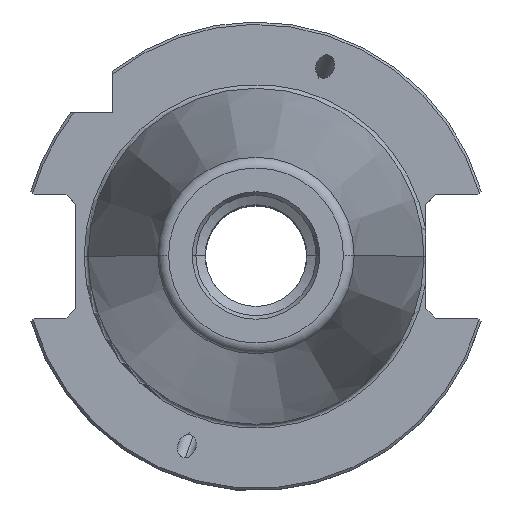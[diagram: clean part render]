
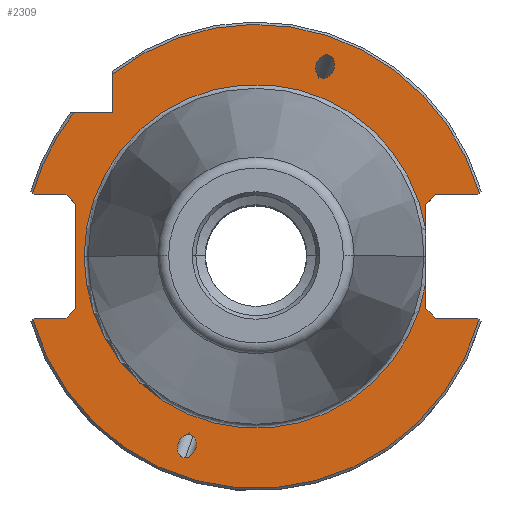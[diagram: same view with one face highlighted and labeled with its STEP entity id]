
A CAD part, top view. The second image highlights one B-rep face of the part: STEP entity #2309.
In plain terms, the highlighted planar face has unit normal (0, 0, 1).
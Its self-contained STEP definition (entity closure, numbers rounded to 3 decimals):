
#1089=EDGE_CURVE('NONE',#2613,#1325,#3216,.T.);
#1143=VERTEX_POINT('NONE',#3275);
#1211=EDGE_CURVE('NONE',#2599,#1295,#3348,.T.);
#1247=EDGE_CURVE('NONE',#2091,#1551,#3390,.T.);
#1295=VERTEX_POINT('NONE',#3438);
#1325=VERTEX_POINT('NONE',#3470);
#1335=EDGE_CURVE('NONE',#1919,#3055,#3482,.T.);
#1355=EDGE_CURVE('NONE',#2619,#2279,#3505,.T.);
#1423=VERTEX_POINT('NONE',#3584);
#1465=EDGE_CURVE('NONE',#1143,#1957,#3630,.T.);
#1485=EDGE_CURVE('NONE',#2613,#3121,#3653,.T.);
#1493=EDGE_CURVE('NONE',#2599,#2047,#3661,.T.);
#1495=EDGE_CURVE('NONE',#1423,#2515,#3663,.T.);
#1519=VERTEX_POINT('NONE',#3691);
#1533=EDGE_CURVE('NONE',#1325,#1295,#3708,.T.);
#1551=VERTEX_POINT('NONE',#3726);
#1631=EDGE_CURVE('NONE',#1913,#3001,#3814,.T.);
#1683=EDGE_CURVE('NONE',#2545,#2095,#3869,.T.);
#1913=VERTEX_POINT('NONE',#4129);
#1919=VERTEX_POINT('NONE',#4135);
#1945=EDGE_CURVE('NONE',#2515,#1423,#4162,.T.);
#1957=VERTEX_POINT('NONE',#4177);
#2007=EDGE_CURVE('NONE',#2095,#2131,#4230,.T.);
#2047=VERTEX_POINT('NONE',#4277);
#2051=EDGE_CURVE('NONE',#3055,#2743,#4281,.T.);
#2071=EDGE_CURVE('NONE',#2619,#1519,#4302,.T.);
#2091=VERTEX_POINT('NONE',#4323);
#2095=VERTEX_POINT('NONE',#4328);
#2099=EDGE_CURVE('NONE',#1957,#2271,#4333,.T.);
#2121=EDGE_CURVE('NONE',#3121,#3173,#4355,.T.);
#2131=VERTEX_POINT('NONE',#4367);
#2135=EDGE_CURVE('NONE',#2047,#1143,#4371,.T.);
#2139=EDGE_CURVE('NONE',#2261,#2091,#4375,.T.);
#2261=VERTEX_POINT('NONE',#4512);
#2271=VERTEX_POINT('NONE',#4524);
#2279=VERTEX_POINT('NONE',#4532);
#2281=EDGE_CURVE('NONE',#3001,#1913,#4534,.T.);
#2309=ADVANCED_FACE('NONE',(#4564,#4565,#4566),#4567,.T.);
#2495=EDGE_CURVE('NONE',#2131,#2279,#4775,.T.);
#2497=EDGE_CURVE('NONE',#2743,#2545,#4777,.T.);
#2515=VERTEX_POINT('NONE',#4795);
#2545=VERTEX_POINT('NONE',#4827);
#2599=VERTEX_POINT('NONE',#4892);
#2613=VERTEX_POINT('NONE',#4908);
#2619=VERTEX_POINT('NONE',#4915);
#2743=VERTEX_POINT('NONE',#5055);
#2849=EDGE_CURVE('NONE',#1519,#3173,#5174,.T.);
#3001=VERTEX_POINT('NONE',#5335);
#3029=EDGE_CURVE('NONE',#2271,#2261,#5366,.T.);
#3055=VERTEX_POINT('NONE',#5395);
#3121=VERTEX_POINT('NONE',#5474);
#3141=EDGE_CURVE('NONE',#1551,#1919,#5496,.T.);
#3173=VERTEX_POINT('NONE',#5533);
#3216=LINE('',#5574,#5575);
#3275=CARTESIAN_POINT('',(-29.85,37.876,-3.2));
#3348=LINE('',#5845,#5846);
#3390=LINE('',#5904,#5905);
#3438=CARTESIAN_POINT('',(37.3,12.85,-3.2));
#3470=CARTESIAN_POINT('',(35.3,10.85,-3.2));
#3482=LINE('',#6036,#6037);
#3505=LINE('',#6069,#6070);
#3584=CARTESIAN_POINT('',(-14.702,-41.887,-3.2));
#3630=LINE('',#6248,#6249);
#3653=CIRCLE('',#6289,35.725);
#3661=LINE('',#6303,#6304);
#3663=(B_SPLINE_CURVE(3,(#6308,#6309,#6310,#6311),.UNSPECIFIED.,.F.,.F.)B_SPLINE_CURVE_WITH_KNOTS((4,4),(6.011,9.153),.UNSPECIFIED.)RATIONAL_B_SPLINE_CURVE((1.0,0.333,0.333,1.0))BOUNDED_CURVE()REPRESENTATION_ITEM('')GEOMETRIC_REPRESENTATION_ITEM()CURVE());
#3691=CARTESIAN_POINT('',(35.3,-10.85,-3.2));
#3708=LINE('',#6380,#6381);
#3726=CARTESIAN_POINT('',(-39.5,12.85,-3.2));
#3814=(B_SPLINE_CURVE(3,(#6569,#6570,#6571,#6572),.UNSPECIFIED.,.F.,.F.)B_SPLINE_CURVE_WITH_KNOTS((4,4),(0.272,3.414),.UNSPECIFIED.)RATIONAL_B_SPLINE_CURVE((1.0,0.333,0.333,1.0))BOUNDED_CURVE()REPRESENTATION_ITEM('')GEOMETRIC_REPRESENTATION_ITEM()CURVE());
#3869=LINE('',#6681,#6682);
#4129=CARTESIAN_POINT('',(15.661,41.538,-3.2));
#4135=CARTESIAN_POINT('',(-37.5,10.85,-3.2));
#4162=(B_SPLINE_CURVE(3,(#7102,#7103,#7104,#7105),.UNSPECIFIED.,.F.,.F.)B_SPLINE_CURVE_WITH_KNOTS((4,4),(2.87,6.011),.UNSPECIFIED.)RATIONAL_B_SPLINE_CURVE((1.0,0.333,0.333,1.0))BOUNDED_CURVE()REPRESENTATION_ITEM('')GEOMETRIC_REPRESENTATION_ITEM()CURVE());
#4177=CARTESIAN_POINT('',(-29.85,29.85,-3.2));
#4230=CIRCLE('',#7207,48.225);
#4277=CARTESIAN_POINT('',(46.39,13.175,-3.2));
#4281=LINE('',#7279,#7280);
#4302=LINE('',#7314,#7315);
#4323=CARTESIAN_POINT('',(-46.066,12.85,-3.2));
#4328=CARTESIAN_POINT('',(-46.39,-13.175,-3.2));
#4333=LINE('',#7352,#7353);
#4355=CIRCLE('',#7416,35.725);
#4367=CARTESIAN_POINT('',(46.39,-13.175,-3.2));
#4371=CIRCLE('',#7441,48.225);
#4375=LINE('',#7448,#7449);
#4512=CARTESIAN_POINT('',(-46.39,13.175,-3.2));
#4524=CARTESIAN_POINT('',(-37.876,29.85,-3.2));
#4532=CARTESIAN_POINT('',(46.066,-12.85,-3.2));
#4534=(B_SPLINE_CURVE(3,(#7707,#7708,#7709,#7710),.UNSPECIFIED.,.F.,.F.)B_SPLINE_CURVE_WITH_KNOTS((4,4),(3.414,6.555),.UNSPECIFIED.)RATIONAL_B_SPLINE_CURVE((1.0,0.333,0.333,1.0))BOUNDED_CURVE()REPRESENTATION_ITEM('')GEOMETRIC_REPRESENTATION_ITEM()CURVE());
#4564=FACE_OUTER_BOUND('',#7758,.T.);
#4565=FACE_BOUND('',#7759,.T.);
#4566=FACE_BOUND('',#7760,.T.);
#4567=PLANE('',#7761);
#4775=LINE('',#8051,#8052);
#4777=LINE('',#8055,#8056);
#4795=CARTESIAN_POINT('',(-14.027,-37.047,-3.2));
#4827=CARTESIAN_POINT('',(-46.066,-12.85,-3.2));
#4892=CARTESIAN_POINT('',(46.066,12.85,-3.2));
#4908=CARTESIAN_POINT('',(35.3,5.494,-3.2));
#4915=CARTESIAN_POINT('',(37.3,-12.85,-3.2));
#5055=CARTESIAN_POINT('',(-39.5,-12.85,-3.2));
#5174=LINE('',#8757,#8758);
#5335=CARTESIAN_POINT('',(13.068,37.397,-3.2));
#5366=CIRCLE('',#9134,48.225);
#5395=CARTESIAN_POINT('',(-37.5,-10.85,-3.2));
#5474=CARTESIAN_POINT('',(-35.725,0.,-3.2));
#5496=LINE('',#9324,#9325);
#5533=CARTESIAN_POINT('',(35.3,-5.494,-3.2));
#5574=CARTESIAN_POINT('',(35.3,-35.725,-3.2));
#5575=VECTOR('',#9422,1000.0);
#5845=CARTESIAN_POINT('',(0.,12.85,-3.2));
#5846=VECTOR('',#9560,1000.0);
#5904=CARTESIAN_POINT('',(0.,12.85,-3.2));
#5905=VECTOR('',#9611,1000.0);
#6036=CARTESIAN_POINT('',(-37.5,-35.725,-3.2));
#6037=VECTOR('',#9693,1000.0);
#6069=CARTESIAN_POINT('',(0.,-12.85,-3.2));
#6070=VECTOR('',#9728,1000.0);
#6248=CARTESIAN_POINT('',(-29.85,-35.725,-3.2));
#6249=VECTOR('',#9887,1000.0);
#6289=AXIS2_PLACEMENT_3D('',#9920,#9921,#9922);
#6303=CARTESIAN_POINT('',(46.916,13.7,-3.2));
#6304=VECTOR('',#9926,1000.0);
#6308=CARTESIAN_POINT('',(-14.702,-41.887,-3.2));
#6309=CARTESIAN_POINT('',(-18.598,-41.887,-3.2));
#6310=CARTESIAN_POINT('',(-17.923,-37.047,-3.2));
#6311=CARTESIAN_POINT('',(-14.027,-37.047,-3.2));
#6380=CARTESIAN_POINT('',(37.3,12.85,-3.2));
#6381=VECTOR('',#9999,1000.0);
#6569=CARTESIAN_POINT('',(15.661,41.538,-3.2));
#6570=CARTESIAN_POINT('',(18.645,39.034,-3.2));
#6571=CARTESIAN_POINT('',(16.052,34.893,-3.2));
#6572=CARTESIAN_POINT('',(13.068,37.397,-3.2));
#6681=CARTESIAN_POINT('',(-46.916,-13.7,-3.2));
#6682=VECTOR('',#10159,1000.0);
#7102=CARTESIAN_POINT('',(-14.027,-37.047,-3.2));
#7103=CARTESIAN_POINT('',(-10.132,-37.047,-3.2));
#7104=CARTESIAN_POINT('',(-10.807,-41.887,-3.2));
#7105=CARTESIAN_POINT('',(-14.702,-41.887,-3.2));
#7207=AXIS2_PLACEMENT_3D('',#10593,#10594,#10595);
#7279=CARTESIAN_POINT('',(-37.5,-10.85,-3.2));
#7280=VECTOR('',#10666,1000.0);
#7314=CARTESIAN_POINT('',(37.3,-12.85,-3.2));
#7315=VECTOR('',#10684,1000.0);
#7352=CARTESIAN_POINT('',(0.,29.85,-3.2));
#7353=VECTOR('',#10714,1000.0);
#7416=AXIS2_PLACEMENT_3D('',#10725,#10726,#10727);
#7441=AXIS2_PLACEMENT_3D('',#10745,#10746,#10747);
#7448=CARTESIAN_POINT('',(-46.916,13.7,-3.2));
#7449=VECTOR('',#10749,1000.0);
#7707=CARTESIAN_POINT('',(13.068,37.397,-3.2));
#7708=CARTESIAN_POINT('',(10.084,39.9,-3.2));
#7709=CARTESIAN_POINT('',(12.678,44.041,-3.2));
#7710=CARTESIAN_POINT('',(15.661,41.538,-3.2));
#7758=EDGE_LOOP('',(#10983,#10984,#10985,#10986,#10987,#10988,#10989,#10990,#10991,#10992,#10993,#10994,#10995,#10996,#10997,#10998,#10999,#11000,#11001,#11002,#11003,#11004));
#7759=EDGE_LOOP('',(#11005,#11006));
#7760=EDGE_LOOP('',(#11007,#11008));
#7761=AXIS2_PLACEMENT_3D('',#11009,#11010,#11011);
#8051=CARTESIAN_POINT('',(45.916,-12.7,-3.2));
#8052=VECTOR('',#11246,1000.0);
#8055=CARTESIAN_POINT('',(0.,-12.85,-3.2));
#8056=VECTOR('',#11247,1000.0);
#8757=CARTESIAN_POINT('',(35.3,-35.725,-3.2));
#8758=VECTOR('',#11712,1000.0);
#9134=AXIS2_PLACEMENT_3D('',#11893,#11894,#11895);
#9324=CARTESIAN_POINT('',(-37.5,10.85,-3.2));
#9325=VECTOR('',#12066,1000.0);
#9422=DIRECTION('',(0.,1.0,0.0));
#9560=DIRECTION('',(-1.0,0.,0.0));
#9611=DIRECTION('',(1.0,0.,-0.0));
#9693=DIRECTION('',(0.,-1.0,0.0));
#9728=DIRECTION('',(1.0,0.,-0.0));
#9887=DIRECTION('',(0.,-1.0,0.0));
#9920=CARTESIAN_POINT('',(0.0,0.0,-3.2));
#9921=DIRECTION('',(0.0,0.0,1.0));
#9922=DIRECTION('',(-1.0,0.,0.0));
#9926=DIRECTION('',(0.707,0.707,0.0));
#9999=DIRECTION('',(0.707,0.707,0.0));
#10159=DIRECTION('',(-0.707,-0.707,0.0));
#10593=CARTESIAN_POINT('',(0.0,0.0,-3.2));
#10594=DIRECTION('',(0.0,0.0,1.0));
#10595=DIRECTION('',(-1.0,0.,0.0));
#10666=DIRECTION('',(-0.707,-0.707,0.0));
#10684=DIRECTION('',(-0.707,0.707,0.0));
#10714=DIRECTION('',(-1.0,0.,0.0));
#10725=CARTESIAN_POINT('',(0.0,0.0,-3.2));
#10726=DIRECTION('',(0.0,0.0,1.0));
#10727=DIRECTION('',(-1.0,0.,0.0));
#10745=CARTESIAN_POINT('',(0.0,0.0,-3.2));
#10746=DIRECTION('',(0.0,0.0,1.0));
#10747=DIRECTION('',(-1.0,0.,0.0));
#10749=DIRECTION('',(0.707,-0.707,-0.0));
#10983=ORIENTED_EDGE('',*,*,#1493,.T.);
#10984=ORIENTED_EDGE('',*,*,#2135,.T.);
#10985=ORIENTED_EDGE('',*,*,#1465,.T.);
#10986=ORIENTED_EDGE('',*,*,#2099,.T.);
#10987=ORIENTED_EDGE('',*,*,#3029,.T.);
#10988=ORIENTED_EDGE('',*,*,#2139,.T.);
#10989=ORIENTED_EDGE('',*,*,#1247,.T.);
#10990=ORIENTED_EDGE('',*,*,#3141,.T.);
#10991=ORIENTED_EDGE('',*,*,#1335,.T.);
#10992=ORIENTED_EDGE('',*,*,#2051,.T.);
#10993=ORIENTED_EDGE('',*,*,#2497,.T.);
#10994=ORIENTED_EDGE('',*,*,#1683,.T.);
#10995=ORIENTED_EDGE('',*,*,#2007,.T.);
#10996=ORIENTED_EDGE('',*,*,#2495,.T.);
#10997=ORIENTED_EDGE('',*,*,#1355,.F.);
#10998=ORIENTED_EDGE('',*,*,#2071,.T.);
#10999=ORIENTED_EDGE('',*,*,#2849,.T.);
#11000=ORIENTED_EDGE('',*,*,#2121,.F.);
#11001=ORIENTED_EDGE('',*,*,#1485,.F.);
#11002=ORIENTED_EDGE('',*,*,#1089,.T.);
#11003=ORIENTED_EDGE('',*,*,#1533,.T.);
#11004=ORIENTED_EDGE('',*,*,#1211,.F.);
#11005=ORIENTED_EDGE('',*,*,#2281,.T.);
#11006=ORIENTED_EDGE('',*,*,#1631,.T.);
#11007=ORIENTED_EDGE('',*,*,#1945,.T.);
#11008=ORIENTED_EDGE('',*,*,#1495,.T.);
#11009=CARTESIAN_POINT('',(0.,-35.725,-3.2));
#11010=DIRECTION('',(0.0,0.0,1.0));
#11011=DIRECTION('',(-1.0,0.,0.0));
#11246=DIRECTION('',(-0.707,0.707,0.0));
#11247=DIRECTION('',(-1.0,0.,0.0));
#11712=DIRECTION('',(0.,1.0,0.0));
#11893=CARTESIAN_POINT('',(0.0,0.0,-3.2));
#11894=DIRECTION('',(0.0,0.0,1.0));
#11895=DIRECTION('',(-1.0,0.,0.0));
#12066=DIRECTION('',(0.707,-0.707,-0.0));
